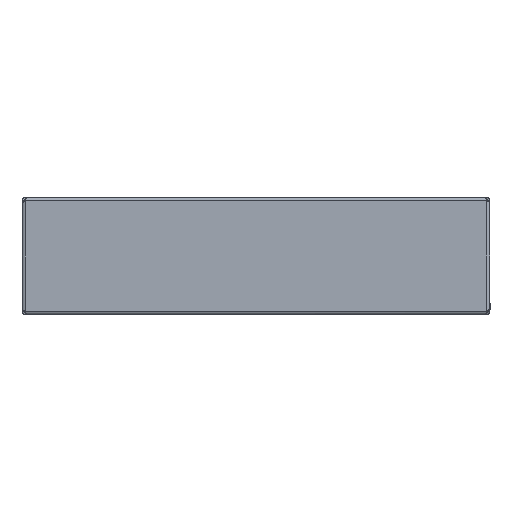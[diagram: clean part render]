
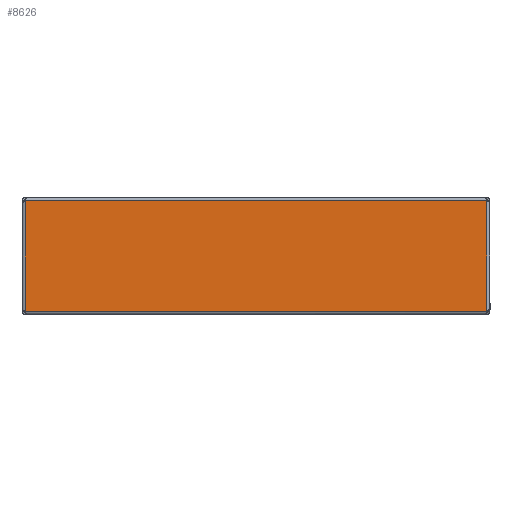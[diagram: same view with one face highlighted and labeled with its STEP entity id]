
A CAD part, front view. The second image highlights one B-rep face of the part: STEP entity #8626.
In plain terms, the highlighted planar face has unit normal (0, -1, 0).
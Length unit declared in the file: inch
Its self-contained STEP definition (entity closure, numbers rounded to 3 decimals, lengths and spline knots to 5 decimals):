
#293 = CARTESIAN_POINT ( 'NONE',  ( -11.83352, 0., -0.99806 ) ) ;
#322 = VECTOR ( 'NONE', #6211, 39.37008 ) ;
#479 = LINE ( 'NONE', #1915, #7204 ) ;
#673 = ORIENTED_EDGE ( 'NONE', *, *, #8113, .T. ) ;
#1080 = EDGE_CURVE ( 'NONE', #8587, #5605, #4004, .T. ) ;
#1206 = CARTESIAN_POINT ( 'NONE',  ( 11.83352, 0., -6.66504 ) ) ;
#1246 = LINE ( 'NONE', #6137, #5517 ) ;
#1720 = EDGE_CURVE ( 'NONE', #3657, #8560, #479, .T. ) ;
#1915 = CARTESIAN_POINT ( 'NONE',  ( -20.9548, 0., -0.99806 ) ) ;
#2304 = DIRECTION ( 'NONE',  ( 0., 0., -1. ) ) ;
#2996 = CARTESIAN_POINT ( 'NONE',  ( -11.83352, 0., 0. ) ) ;
#3375 = DIRECTION ( 'NONE',  ( 0., 0., -1. ) ) ;
#3420 = DIRECTION ( 'NONE',  ( 0., -1., 0. ) ) ;
#3657 = VERTEX_POINT ( 'NONE', #7870 ) ;
#3735 = ORIENTED_EDGE ( 'NONE', *, *, #1080, .T. ) ;
#4004 = LINE ( 'NONE', #8926, #322 ) ;
#4102 = CARTESIAN_POINT ( 'NONE',  ( -20.9548, 0., 0. ) ) ;
#4797 = PLANE ( 'NONE',  #5922 ) ;
#4805 = DIRECTION ( 'NONE',  ( -1., 0., 0. ) ) ;
#5292 = ORIENTED_EDGE ( 'NONE', *, *, #6545, .T. ) ;
#5517 = VECTOR ( 'NONE', #6182, 39.37008 ) ;
#5605 = VERTEX_POINT ( 'NONE', #1206 ) ;
#5653 = ORIENTED_EDGE ( 'NONE', *, *, #1720, .T. ) ;
#5922 = AXIS2_PLACEMENT_3D ( 'NONE', #4102, #3420, #3375 ) ;
#5937 = EDGE_LOOP ( 'NONE', ( #673, #3735, #5292, #5653 ) ) ;
#5953 = CARTESIAN_POINT ( 'NONE',  ( -11.83352, 0., -6.66504 ) ) ;
#6137 = CARTESIAN_POINT ( 'NONE',  ( 11.83352, 0., 0. ) ) ;
#6182 = DIRECTION ( 'NONE',  ( 0., 0., 1. ) ) ;
#6211 = DIRECTION ( 'NONE',  ( 1., 0., 0. ) ) ;
#6545 = EDGE_CURVE ( 'NONE', #5605, #3657, #1246, .T. ) ;
#6785 = FACE_OUTER_BOUND ( 'NONE', #5937, .T. ) ;
#7204 = VECTOR ( 'NONE', #4805, 39.37008 ) ;
#7405 = LINE ( 'NONE', #2996, #8748 ) ;
#7870 = CARTESIAN_POINT ( 'NONE',  ( 11.83352, 0., -0.99806 ) ) ;
#8113 = EDGE_CURVE ( 'NONE', #8560, #8587, #7405, .T. ) ;
#8560 = VERTEX_POINT ( 'NONE', #293 ) ;
#8587 = VERTEX_POINT ( 'NONE', #5953 ) ;
#8626 = ADVANCED_FACE ( 'NONE', ( #6785 ), #4797, .T. ) ;
#8748 = VECTOR ( 'NONE', #2304, 39.37008 ) ;
#8926 = CARTESIAN_POINT ( 'NONE',  ( -20.9548, 0., -6.66504 ) ) ;
